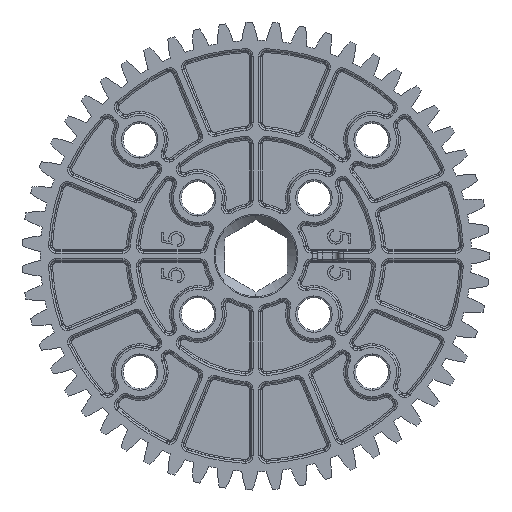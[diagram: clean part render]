
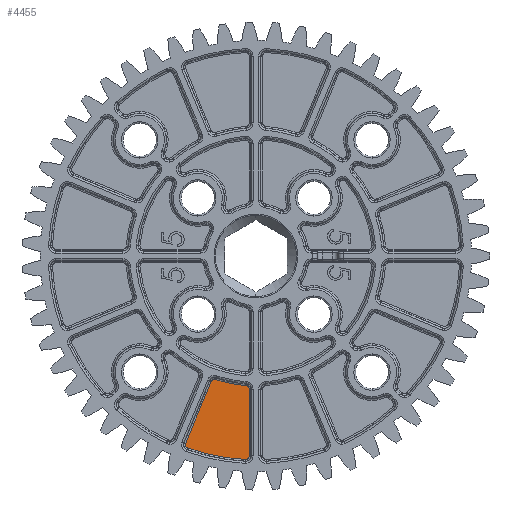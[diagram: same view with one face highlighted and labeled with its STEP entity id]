
A CAD part, left-side view. The second image highlights one B-rep face of the part: STEP entity #4455.
In plain terms, the highlighted planar face has unit normal (-1, 0, 0).
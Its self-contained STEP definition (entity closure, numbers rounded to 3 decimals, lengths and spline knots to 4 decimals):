
#482 = DIRECTION ( 'NONE',  ( -1., 0., 0. ) ) ;
#1517 = AXIS2_PLACEMENT_3D ( 'NONE', #48330, #28099, #6886 ) ;
#2523 = CARTESIAN_POINT ( 'NONE',  ( -0.0313, 0.0411, -1.2176 ) ) ;
#2868 = VECTOR ( 'NONE', #15255, 39.3701 ) ;
#3591 = CARTESIAN_POINT ( 'NONE',  ( -0.0313, 0.4082, -1.1489 ) ) ;
#4455 = ADVANCED_FACE ( 'NONE', ( #26742 ), #32885, .T. ) ;
#6886 = DIRECTION ( 'NONE',  ( 0., 0., 1. ) ) ;
#7493 = CIRCLE ( 'NONE', #17329, 0.7911 ) ;
#7558 = LINE ( 'NONE', #38037, #53826 ) ;
#9130 = CARTESIAN_POINT ( 'NONE',  ( -0.0313, 0.0411, -0.8101 ) ) ;
#9849 = DIRECTION ( 'NONE',  ( 1., 0., 0. ) ) ;
#10303 = CIRCLE ( 'NONE', #61686, 0.0214 ) ;
#10626 = DIRECTION ( 'NONE',  ( 0., 0., 1. ) ) ;
#10977 = CARTESIAN_POINT ( 'NONE',  ( -0.0313, 0., 0. ) ) ;
#11104 = EDGE_CURVE ( 'NONE', #27989, #54857, #7493, .T. ) ;
#15255 = DIRECTION ( 'NONE',  ( 0., 0., 1. ) ) ;
#16026 = ORIENTED_EDGE ( 'NONE', *, *, #47098, .T. ) ;
#16306 = VERTEX_POINT ( 'NONE', #49039 ) ;
#16885 = ORIENTED_EDGE ( 'NONE', *, *, #60565, .T. ) ;
#17329 = AXIS2_PLACEMENT_3D ( 'NONE', #62905, #9849, #52313 ) ;
#17333 = CARTESIAN_POINT ( 'NONE',  ( -0.0313, 0.4154, -1.1691 ) ) ;
#19536 = CARTESIAN_POINT ( 'NONE',  ( -0.0313, 0.0625, -1.2176 ) ) ;
#21375 = DIRECTION ( 'NONE',  ( 0., 0., 1. ) ) ;
#21497 = VERTEX_POINT ( 'NONE', #2523 ) ;
#22231 = CARTESIAN_POINT ( 'NONE',  ( -0.0313, 0.0411, -0.8101 ) ) ;
#22264 = DIRECTION ( 'NONE',  ( 0., 0., 1. ) ) ;
#23590 = EDGE_LOOP ( 'NONE', ( #64304, #23684, #44456, #61062, #35351, #16026, #52696, #64692, #16885 ) ) ;
#23684 = ORIENTED_EDGE ( 'NONE', *, *, #11104, .T. ) ;
#24753 = VERTEX_POINT ( 'NONE', #25005 ) ;
#25005 = CARTESIAN_POINT ( 'NONE',  ( -0.0313, 0.428, -1.1407 ) ) ;
#25109 = AXIS2_PLACEMENT_3D ( 'NONE', #25779, #51491, #36721 ) ;
#25779 = CARTESIAN_POINT ( 'NONE',  ( -0.0313, 0.2523, -0.7723 ) ) ;
#26742 = FACE_OUTER_BOUND ( 'NONE', #23590, .T. ) ;
#27781 = CARTESIAN_POINT ( 'NONE',  ( -0.0313, 0.2721, -0.7641 ) ) ;
#27989 = VERTEX_POINT ( 'NONE', #40781 ) ;
#28099 = DIRECTION ( 'NONE',  ( -1., 0., 0. ) ) ;
#30992 = AXIS2_PLACEMENT_3D ( 'NONE', #3591, #46374, #50851 ) ;
#32732 = CIRCLE ( 'NONE', #25109, 0.0214 ) ;
#32885 = PLANE ( 'NONE',  #40239 ) ;
#32928 = DIRECTION ( 'NONE',  ( 0., 0.383, -0.924 ) ) ;
#35351 = ORIENTED_EDGE ( 'NONE', *, *, #66106, .T. ) ;
#36721 = DIRECTION ( 'NONE',  ( 0., 0., 1. ) ) ;
#38037 = CARTESIAN_POINT ( 'NONE',  ( -0.0313, 0.428, -1.1407 ) ) ;
#38524 = CIRCLE ( 'NONE', #49473, 0.0214 ) ;
#38870 = VERTEX_POINT ( 'NONE', #27781 ) ;
#39531 = VERTEX_POINT ( 'NONE', #63447 ) ;
#40095 = CARTESIAN_POINT ( 'NONE',  ( -0.0313, 0.2456, -0.752 ) ) ;
#40239 = AXIS2_PLACEMENT_3D ( 'NONE', #10977, #47625, #10626 ) ;
#40378 = EDGE_CURVE ( 'NONE', #54857, #39531, #63824, .T. ) ;
#40424 = DIRECTION ( 'NONE',  ( -1., 0., 0. ) ) ;
#40781 = CARTESIAN_POINT ( 'NONE',  ( -0.0313, 0.0609, -0.7887 ) ) ;
#41106 = EDGE_CURVE ( 'NONE', #43740, #16306, #47526, .T. ) ;
#41260 = LINE ( 'NONE', #9130, #2868 ) ;
#43740 = VERTEX_POINT ( 'NONE', #17333 ) ;
#44435 = EDGE_CURVE ( 'NONE', #39531, #38870, #32732, .T. ) ;
#44456 = ORIENTED_EDGE ( 'NONE', *, *, #40378, .T. ) ;
#46374 = DIRECTION ( 'NONE',  ( -1., 0., 0. ) ) ;
#47098 = EDGE_CURVE ( 'NONE', #24753, #43740, #58296, .T. ) ;
#47409 = CARTESIAN_POINT ( 'NONE',  ( -0.0313, 0., 0. ) ) ;
#47526 = CIRCLE ( 'NONE', #58473, 1.2407 ) ;
#47625 = DIRECTION ( 'NONE',  ( -1., 0., 0. ) ) ;
#48330 = CARTESIAN_POINT ( 'NONE',  ( -0.0313, 0.2523, -0.7723 ) ) ;
#48632 = CARTESIAN_POINT ( 'NONE',  ( -0.0313, 0.0625, -0.8101 ) ) ;
#49039 = CARTESIAN_POINT ( 'NONE',  ( -0.0313, 0.0636, -1.239 ) ) ;
#49473 = AXIS2_PLACEMENT_3D ( 'NONE', #48632, #52766, #22264 ) ;
#50851 = DIRECTION ( 'NONE',  ( 0., 0., 1. ) ) ;
#51491 = DIRECTION ( 'NONE',  ( -1., 0., 0. ) ) ;
#52313 = DIRECTION ( 'NONE',  ( 0., 0., 1. ) ) ;
#52696 = ORIENTED_EDGE ( 'NONE', *, *, #41106, .T. ) ;
#52766 = DIRECTION ( 'NONE',  ( -1., 0., 0. ) ) ;
#53826 = VECTOR ( 'NONE', #32928, 39.3701 ) ;
#54857 = VERTEX_POINT ( 'NONE', #40095 ) ;
#57845 = EDGE_CURVE ( 'NONE', #65369, #27989, #38524, .T. ) ;
#58296 = CIRCLE ( 'NONE', #30992, 0.0214 ) ;
#58473 = AXIS2_PLACEMENT_3D ( 'NONE', #47409, #482, #21375 ) ;
#60565 = EDGE_CURVE ( 'NONE', #21497, #65369, #41260, .T. ) ;
#61062 = ORIENTED_EDGE ( 'NONE', *, *, #44435, .T. ) ;
#61323 = DIRECTION ( 'NONE',  ( 0., 0., 1. ) ) ;
#61686 = AXIS2_PLACEMENT_3D ( 'NONE', #19536, #40424, #61323 ) ;
#62905 = CARTESIAN_POINT ( 'NONE',  ( -0.0313, 0., 0. ) ) ;
#63447 = CARTESIAN_POINT ( 'NONE',  ( -0.0313, 0.2523, -0.7509 ) ) ;
#63824 = CIRCLE ( 'NONE', #1517, 0.0214 ) ;
#64304 = ORIENTED_EDGE ( 'NONE', *, *, #57845, .T. ) ;
#64692 = ORIENTED_EDGE ( 'NONE', *, *, #67289, .T. ) ;
#65369 = VERTEX_POINT ( 'NONE', #22231 ) ;
#66106 = EDGE_CURVE ( 'NONE', #38870, #24753, #7558, .T. ) ;
#67289 = EDGE_CURVE ( 'NONE', #16306, #21497, #10303, .T. ) ;
